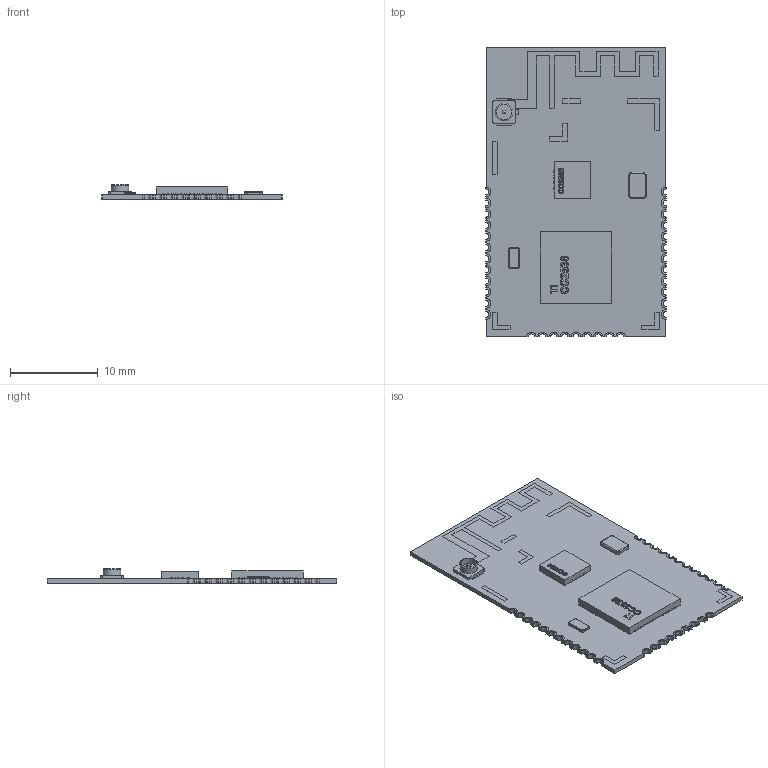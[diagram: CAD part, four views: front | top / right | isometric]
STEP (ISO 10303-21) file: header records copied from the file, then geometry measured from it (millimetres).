
FILE_DESCRIPTION(/* description */ (''),/* implementation_level */ '2;1');
FILE_NAME(/* name */ 'CC2538_CC2592 v42.step',/* time_stamp */ '2020-04-16T14:06:18+02:00',/* author */ (''),/* organization */ (''),/* preprocessor_version */ 'ST-DEVELOPER v18.1',/* originating_system */ 'Autodesk Translation Framework v9.2.0.1227',/* authorisation */ '');
FILE_SCHEMA (('AUTOMOTIVE_DESIGN { 1 0 10303 214 3 1 1 }'));
Length unit declared in the file: millimetre
Products named in the file (1): CC2538_CC2592
Bounding box: 20.52 x 33.01 x 1.66 mm (x, y, z)
Volume: 419.7 mm3; surface area: 1870.9 mm2
Topology: 137 solids, 137 shells, 1192 faces, 2774 edges, 1854 vertices
Faces by surface type: plane 807, bspline 223, cylinder 152, torus 9, sphere 1
Full cylindrical faces by diameter (mm): 0.4 x31, 1.8 x1, 2 x1
Entity records: 35872 total; most frequent: CARTESIAN_POINT 9611, ORIENTED_EDGE 5546, DIRECTION 4614, EDGE_CURVE 2773, LINE 1980, VECTOR 1980, VERTEX_POINT 1854, AXIS2_PLACEMENT_3D 1317
